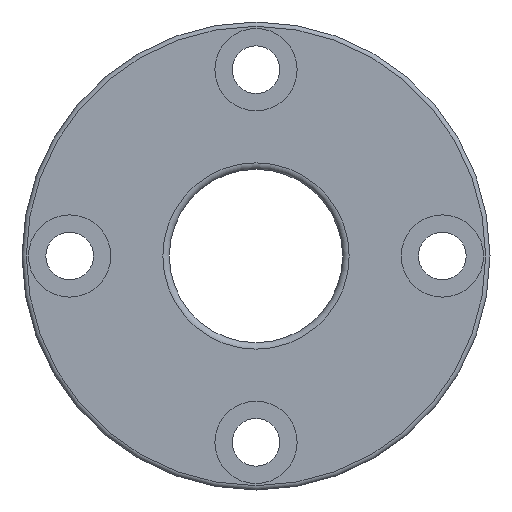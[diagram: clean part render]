
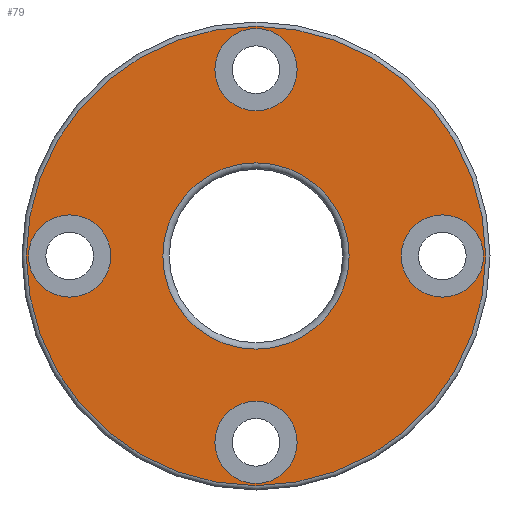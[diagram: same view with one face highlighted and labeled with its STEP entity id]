
A CAD part, left-side view. The second image highlights one B-rep face of the part: STEP entity #79.
In plain terms, the highlighted planar face has unit normal (-1, 0, 0).
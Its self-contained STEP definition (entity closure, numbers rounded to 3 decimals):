
#79 = ADVANCED_FACE( '', ( #178, #179, #180, #181, #182, #183 ), #184, .T. );
#178 = FACE_BOUND( '', #285, .T. );
#179 = FACE_BOUND( '', #286, .T. );
#180 = FACE_BOUND( '', #287, .T. );
#181 = FACE_OUTER_BOUND( '', #288, .T. );
#182 = FACE_BOUND( '', #289, .T. );
#183 = FACE_BOUND( '', #290, .T. );
#184 = PLANE( '', #291 );
#285 = EDGE_LOOP( '', ( #418 ) );
#286 = EDGE_LOOP( '', ( #419 ) );
#287 = EDGE_LOOP( '', ( #420 ) );
#288 = EDGE_LOOP( '', ( #421 ) );
#289 = EDGE_LOOP( '', ( #422 ) );
#290 = EDGE_LOOP( '', ( #423 ) );
#291 = AXIS2_PLACEMENT_3D( '', #424, #425, #426 );
#418 = ORIENTED_EDGE( '', *, *, #468, .T. );
#419 = ORIENTED_EDGE( '', *, *, #495, .T. );
#420 = ORIENTED_EDGE( '', *, *, #465, .T. );
#421 = ORIENTED_EDGE( '', *, *, #482, .F. );
#422 = ORIENTED_EDGE( '', *, *, #488, .T. );
#423 = ORIENTED_EDGE( '', *, *, #499, .T. );
#424 = CARTESIAN_POINT( '', ( 0., 26.5, 0. ) );
#425 = DIRECTION( '', ( -1., 0., 0. ) );
#426 = DIRECTION( '', ( 0., 0., 1. ) );
#465 = EDGE_CURVE( '', #516, #516, #517, .T. );
#468 = EDGE_CURVE( '', #521, #521, #522, .T. );
#482 = EDGE_CURVE( '', #545, #545, #546, .T. );
#488 = EDGE_CURVE( '', #555, #555, #556, .T. );
#495 = EDGE_CURVE( '', #565, #565, #566, .F. );
#499 = EDGE_CURVE( '', #571, #571, #572, .T. );
#516 = VERTEX_POINT( '', #593 );
#517 = CIRCLE( '', #594, 4.75 );
#521 = VERTEX_POINT( '', #598 );
#522 = CIRCLE( '', #599, 10.75 );
#545 = VERTEX_POINT( '', #622 );
#546 = CIRCLE( '', #623, 26.5 );
#555 = VERTEX_POINT( '', #632 );
#556 = CIRCLE( '', #633, 4.75 );
#565 = VERTEX_POINT( '', #642 );
#566 = CIRCLE( '', #643, 4.75 );
#571 = VERTEX_POINT( '', #648 );
#572 = CIRCLE( '', #649, 4.75 );
#593 = CARTESIAN_POINT( '', ( 0., 0., -26.25 ) );
#594 = AXIS2_PLACEMENT_3D( '', #670, #671, #672 );
#598 = CARTESIAN_POINT( '', ( 0., 0., -10.75 ) );
#599 = AXIS2_PLACEMENT_3D( '', #676, #677, #678 );
#622 = CARTESIAN_POINT( '', ( 0., 0., -26.5 ) );
#623 = AXIS2_PLACEMENT_3D( '', #706, #707, #708 );
#632 = CARTESIAN_POINT( '', ( 0., -21.5, -4.75 ) );
#633 = AXIS2_PLACEMENT_3D( '', #718, #719, #720 );
#642 = CARTESIAN_POINT( '', ( 0., 21.5, 4.75 ) );
#643 = AXIS2_PLACEMENT_3D( '', #727, #728, #729 );
#648 = CARTESIAN_POINT( '', ( 0., 0., 16.75 ) );
#649 = AXIS2_PLACEMENT_3D( '', #733, #734, #735 );
#670 = CARTESIAN_POINT( '', ( 0., 0., -21.5 ) );
#671 = DIRECTION( '', ( 1., 0., 0. ) );
#672 = DIRECTION( '', ( 0., 0., -1. ) );
#676 = CARTESIAN_POINT( '', ( 0., 0., 0. ) );
#677 = DIRECTION( '', ( 1., 0., 0. ) );
#678 = DIRECTION( '', ( 0., 0., -1. ) );
#706 = CARTESIAN_POINT( '', ( 0., 0., 0. ) );
#707 = DIRECTION( '', ( 1., 0., 0. ) );
#708 = DIRECTION( '', ( 0., 0., -1. ) );
#718 = CARTESIAN_POINT( '', ( 0., -21.5, 0. ) );
#719 = DIRECTION( '', ( 1., 0., 0. ) );
#720 = DIRECTION( '', ( 0., 0., -1. ) );
#727 = CARTESIAN_POINT( '', ( 0., 21.5, 0. ) );
#728 = DIRECTION( '', ( -1., 0., 0. ) );
#729 = DIRECTION( '', ( 0., 0., 1. ) );
#733 = CARTESIAN_POINT( '', ( 0., 0., 21.5 ) );
#734 = DIRECTION( '', ( 1., 0., 0. ) );
#735 = DIRECTION( '', ( 0., 0., -1. ) );
